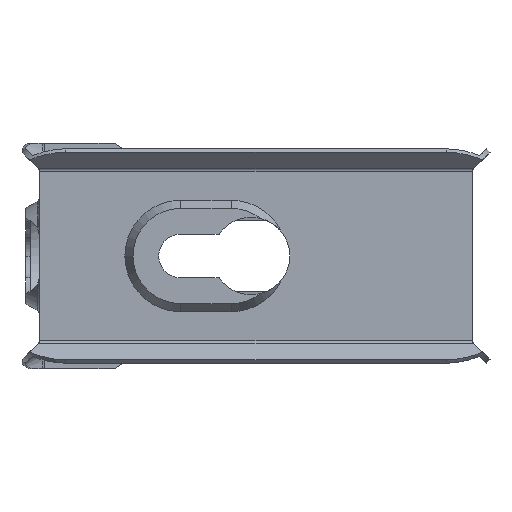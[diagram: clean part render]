
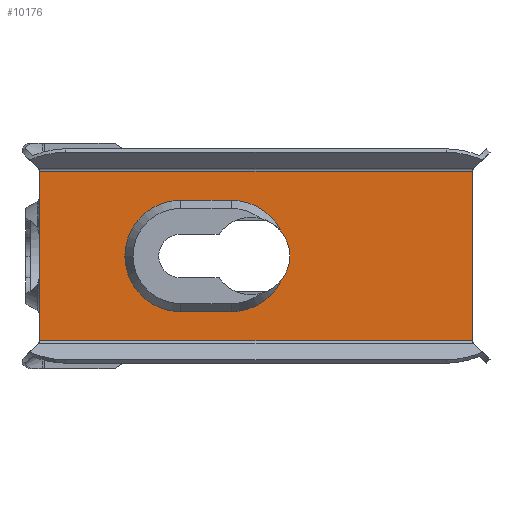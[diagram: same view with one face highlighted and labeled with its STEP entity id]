
A CAD part, left-side view. The second image highlights one B-rep face of the part: STEP entity #10176.
In plain terms, the highlighted planar face has unit normal (-1, 0, 0).
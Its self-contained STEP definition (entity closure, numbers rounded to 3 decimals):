
#50=DIRECTION('',(0.,0.,1.));
#51=VECTOR('',#50,24.);
#52=CARTESIAN_POINT('',(-33.,-47.9,-12.));
#53=LINE('',#52,#51);
#1971=CARTESIAN_POINT('',(-33.,-16.5,0.));
#1972=DIRECTION('',(-1.,0.,0.));
#1973=DIRECTION('',(0.,-0.788,-0.616));
#1974=AXIS2_PLACEMENT_3D('',#1971,#1972,#1973);
#1976=DIRECTION('',(0.,-1.,0.));
#1977=VECTOR('',#1976,7.192);
#1978=CARTESIAN_POINT('',(-33.,-6.5,-7.904));
#1979=LINE('',#1978,#1977);
#1980=DIRECTION('',(0.,-1.,0.));
#1981=VECTOR('',#1980,61.4);
#1982=CARTESIAN_POINT('',(-33.,13.5,12.));
#1983=LINE('',#1982,#1981);
#2015=CARTESIAN_POINT('',(-33.,-13.692,0.));
#2016=DIRECTION('',(1.,0.,0.));
#2017=DIRECTION('',(0.,0.,1.));
#2018=AXIS2_PLACEMENT_3D('',#2015,#2016,#2017);
#2032=DIRECTION('',(0.,-1.,0.));
#2033=VECTOR('',#2032,7.192);
#2034=CARTESIAN_POINT('',(-33.,-6.5,7.904));
#2035=LINE('',#2034,#2033);
#2036=CARTESIAN_POINT('',(-33.,-6.5,0.));
#2037=DIRECTION('',(1.,0.,0.));
#2038=DIRECTION('',(0.,0.,-1.));
#2039=AXIS2_PLACEMENT_3D('',#2036,#2037,#2038);
#2062=CARTESIAN_POINT('',(-33.,-13.692,0.));
#2063=DIRECTION('',(1.,0.,0.));
#2064=DIRECTION('',(0.,-0.904,-0.429));
#2065=AXIS2_PLACEMENT_3D('',#2062,#2063,#2064);
#2320=CARTESIAN_POINT('',(-33.,13.5,-12.));
#2322=DIRECTION('',(0.,-1.,0.));
#2323=VECTOR('',#2322,61.4);
#2324=CARTESIAN_POINT('',(-33.,13.5,-12.));
#2325=LINE('',#2324,#2323);
#2497=CARTESIAN_POINT('',(-33.,-47.9,-12.));
#2684=DIRECTION('',(0.,0.,-1.));
#2685=VECTOR('',#2684,24.);
#2686=CARTESIAN_POINT('',(-33.,13.5,12.));
#2687=LINE('',#2686,#2685);
#8330=VERTEX_POINT('',#2497);
#8331=CARTESIAN_POINT('',(-33.,-47.9,12.));
#8332=VERTEX_POINT('',#8331);
#8348=VERTEX_POINT('',#2320);
#8349=CARTESIAN_POINT('',(-33.,13.5,12.));
#8350=VERTEX_POINT('',#8349);
#8416=CARTESIAN_POINT('',(-33.,-6.5,-7.904));
#8417=CARTESIAN_POINT('',(-33.,-6.5,7.904));
#8418=VERTEX_POINT('',#8416);
#8419=VERTEX_POINT('',#8417);
#8420=CARTESIAN_POINT('',(-33.,-13.692,-7.904));
#8421=VERTEX_POINT('',#8420);
#8422=CARTESIAN_POINT('',(-33.,-13.692,7.904));
#8423=VERTEX_POINT('',#8422);
#8424=CARTESIAN_POINT('',(-33.,-20.833,3.387));
#8425=VERTEX_POINT('',#8424);
#8426=CARTESIAN_POINT('',(-33.,-20.833,-3.387));
#8427=VERTEX_POINT('',#8426);
#10149=CARTESIAN_POINT('',(-33.,9.8,0.));
#10150=DIRECTION('',(-1.,0.,0.));
#10151=DIRECTION('',(0.,1.,0.));
#10152=AXIS2_PLACEMENT_3D('',#10149,#10150,#10151);
#10153=PLANE('',#10152);
#10155=ORIENTED_EDGE('',*,*,#10154,.F.);
#10157=ORIENTED_EDGE('',*,*,#10156,.F.);
#10158=ORIENTED_EDGE('',*,*,#10139,.T.);
#10159=ORIENTED_EDGE('',*,*,#8564,.F.);
#10160=EDGE_LOOP('',(#10155,#10157,#10158,#10159));
#10161=FACE_OUTER_BOUND('',#10160,.F.);
#10163=ORIENTED_EDGE('',*,*,#10162,.T.);
#10165=ORIENTED_EDGE('',*,*,#10164,.F.);
#10167=ORIENTED_EDGE('',*,*,#10166,.F.);
#10169=ORIENTED_EDGE('',*,*,#10168,.F.);
#10171=ORIENTED_EDGE('',*,*,#10170,.T.);
#10173=ORIENTED_EDGE('',*,*,#10172,.F.);
#10174=EDGE_LOOP('',(#10163,#10165,#10167,#10169,#10171,#10173));
#10175=FACE_BOUND('',#10174,.F.);
#10176=ADVANCED_FACE('',(#10161,#10175),#10153,.T.);
#1975=CIRCLE('',#1974,5.5);
#2019=CIRCLE('',#2018,7.904);
#2040=CIRCLE('',#2039,7.904);
#2066=CIRCLE('',#2065,7.904);
#8564=EDGE_CURVE('',#8330,#8332,#53,.T.);
#10139=EDGE_CURVE('',#8350,#8332,#1983,.T.);
#10154=EDGE_CURVE('',#8348,#8330,#2325,.T.);
#10156=EDGE_CURVE('',#8350,#8348,#2687,.T.);
#10162=EDGE_CURVE('',#8427,#8425,#1975,.T.);
#10164=EDGE_CURVE('',#8423,#8425,#2019,.T.);
#10166=EDGE_CURVE('',#8419,#8423,#2035,.T.);
#10168=EDGE_CURVE('',#8418,#8419,#2040,.T.);
#10170=EDGE_CURVE('',#8418,#8421,#1979,.T.);
#10172=EDGE_CURVE('',#8427,#8421,#2066,.T.);
